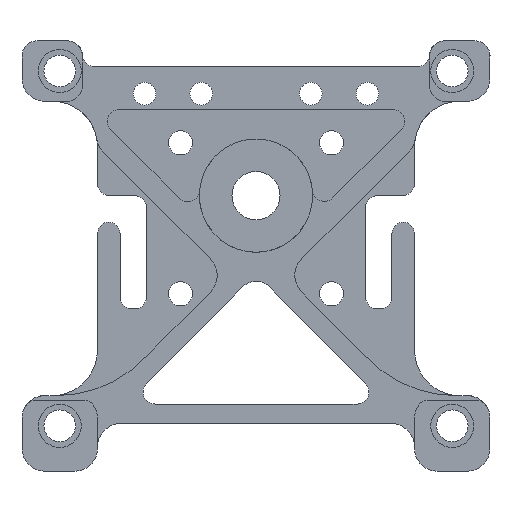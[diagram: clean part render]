
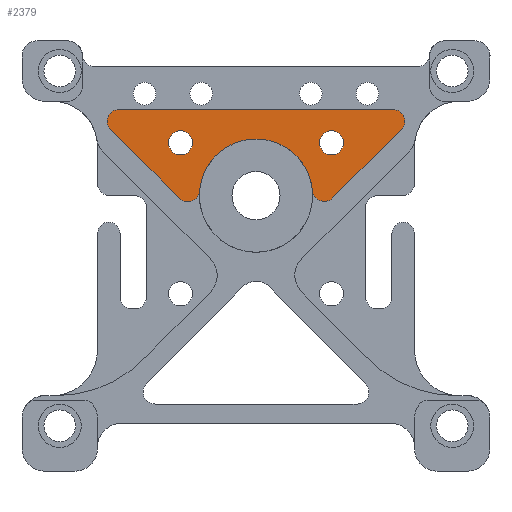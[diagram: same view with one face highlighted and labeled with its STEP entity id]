
A CAD part, front view. The second image highlights one B-rep face of the part: STEP entity #2379.
In plain terms, the highlighted planar face has unit normal (0, -1, 0).
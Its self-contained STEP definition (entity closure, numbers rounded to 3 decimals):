
#15=FACE_BOUND('',#284,.T.);
#16=FACE_BOUND('',#285,.T.);
#54=PLANE('',#2610);
#158=FACE_OUTER_BOUND('',#283,.T.);
#283=EDGE_LOOP('',(#1769,#1770,#1771,#1772,#1773,#1774,#1775,#1776));
#284=EDGE_LOOP('',(#1777));
#285=EDGE_LOOP('',(#1778));
#445=LINE('',#3789,#654);
#449=LINE('',#3801,#658);
#453=LINE('',#3815,#662);
#654=VECTOR('',#3036,1000.);
#658=VECTOR('',#3048,1000.);
#662=VECTOR('',#3066,1000.);
#834=CIRCLE('',#2516,1.6);
#840=CIRCLE('',#2525,1.6);
#846=CIRCLE('',#2533,7.5);
#851=CIRCLE('',#2540,1.588);
#876=CIRCLE('',#2581,1.588);
#878=CIRCLE('',#2585,1.588);
#880=CIRCLE('',#2588,1.588);
#998=VERTEX_POINT('',#3624);
#1004=VERTEX_POINT('',#3642);
#1011=VERTEX_POINT('',#3660);
#1012=VERTEX_POINT('',#3662);
#1020=VERTEX_POINT('',#3680);
#1021=VERTEX_POINT('',#3682);
#1062=VERTEX_POINT('',#3788);
#1064=VERTEX_POINT('',#3794);
#1066=VERTEX_POINT('',#3800);
#1068=VERTEX_POINT('',#3809);
#1245=EDGE_CURVE('',#998,#998,#834,.T.);
#1254=EDGE_CURVE('',#1004,#1004,#840,.T.);
#1264=EDGE_CURVE('',#1011,#1012,#846,.T.);
#1273=EDGE_CURVE('',#1020,#1021,#851,.T.);
#1323=EDGE_CURVE('',#1062,#1020,#445,.T.);
#1326=EDGE_CURVE('',#1064,#1062,#876,.T.);
#1329=EDGE_CURVE('',#1066,#1064,#449,.T.);
#1332=EDGE_CURVE('',#1012,#1066,#878,.T.);
#1334=EDGE_CURVE('',#1068,#1011,#880,.T.);
#1337=EDGE_CURVE('',#1021,#1068,#453,.T.);
#1769=ORIENTED_EDGE('',*,*,#1273,.F.);
#1770=ORIENTED_EDGE('',*,*,#1323,.F.);
#1771=ORIENTED_EDGE('',*,*,#1326,.F.);
#1772=ORIENTED_EDGE('',*,*,#1329,.F.);
#1773=ORIENTED_EDGE('',*,*,#1332,.F.);
#1774=ORIENTED_EDGE('',*,*,#1264,.F.);
#1775=ORIENTED_EDGE('',*,*,#1334,.F.);
#1776=ORIENTED_EDGE('',*,*,#1337,.F.);
#1777=ORIENTED_EDGE('',*,*,#1245,.T.);
#1778=ORIENTED_EDGE('',*,*,#1254,.T.);
#2379=ADVANCED_FACE('',(#158,#15,#16),#54,.T.);
#2516=AXIS2_PLACEMENT_3D('',#3625,#2872,#2873);
#2525=AXIS2_PLACEMENT_3D('',#3643,#2893,#2894);
#2533=AXIS2_PLACEMENT_3D('',#3663,#2913,#2914);
#2540=AXIS2_PLACEMENT_3D('',#3683,#2931,#2932);
#2581=AXIS2_PLACEMENT_3D('',#3795,#3041,#3042);
#2585=AXIS2_PLACEMENT_3D('',#3806,#3053,#3054);
#2588=AXIS2_PLACEMENT_3D('',#3810,#3059,#3060);
#2610=AXIS2_PLACEMENT_3D('',#3874,#3124,#3125);
#2872=DIRECTION('center_axis',(0.,1.,0.));
#2873=DIRECTION('ref_axis',(1.,0.,0.));
#2893=DIRECTION('center_axis',(0.,1.,0.));
#2894=DIRECTION('ref_axis',(1.,0.,0.));
#2913=DIRECTION('center_axis',(0.,-1.,0.));
#2914=DIRECTION('ref_axis',(1.,0.,0.));
#2931=DIRECTION('center_axis',(0.,1.,0.));
#2932=DIRECTION('ref_axis',(1.,0.,0.));
#3036=DIRECTION('',(1.,0.,0.));
#3041=DIRECTION('center_axis',(0.,1.,0.));
#3042=DIRECTION('ref_axis',(1.,0.,0.));
#3048=DIRECTION('',(-0.709,0.,0.705));
#3053=DIRECTION('center_axis',(0.,1.,0.));
#3054=DIRECTION('ref_axis',(1.,0.,0.));
#3059=DIRECTION('center_axis',(0.,1.,0.));
#3060=DIRECTION('ref_axis',(1.,0.,0.));
#3066=DIRECTION('',(-0.71,0.,-0.704));
#3124=DIRECTION('center_axis',(0.,-1.,0.));
#3125=DIRECTION('ref_axis',(1.,0.,0.));
#3624=CARTESIAN_POINT('',(8.4,-31.8,43.5));
#3625=CARTESIAN_POINT('Origin',(10.,-31.8,43.5));
#3642=CARTESIAN_POINT('',(-11.6,-31.8,43.5));
#3643=CARTESIAN_POINT('Origin',(-10.,-31.8,43.5));
#3660=CARTESIAN_POINT('',(7.469,-31.8,37.184));
#3662=CARTESIAN_POINT('',(-7.471,-31.8,37.164));
#3663=CARTESIAN_POINT('Origin',(0.,-31.8,
36.5));
#3680=CARTESIAN_POINT('',(18.138,-31.8,47.92));
#3682=CARTESIAN_POINT('',(19.256,-31.8,45.205));
#3683=CARTESIAN_POINT('Origin',(18.138,-31.8,46.332));
#3788=CARTESIAN_POINT('',(-18.138,-31.8,47.92));
#3789=CARTESIAN_POINT('',(-18.138,-31.8,47.92));
#3794=CARTESIAN_POINT('',(-19.257,-31.8,45.206));
#3795=CARTESIAN_POINT('Origin',(-18.138,-31.8,46.332));
#3800=CARTESIAN_POINT('',(-10.171,-31.8,36.179));
#3801=CARTESIAN_POINT('',(-10.171,-31.8,36.179));
#3806=CARTESIAN_POINT('Origin',(-9.052,-31.8,37.305));
#3809=CARTESIAN_POINT('',(10.167,-31.8,36.201));
#3810=CARTESIAN_POINT('Origin',(9.05,-31.8,37.328));
#3815=CARTESIAN_POINT('',(19.256,-31.8,45.205));
#3874=CARTESIAN_POINT('Origin',(10.,-31.8,44.5));
